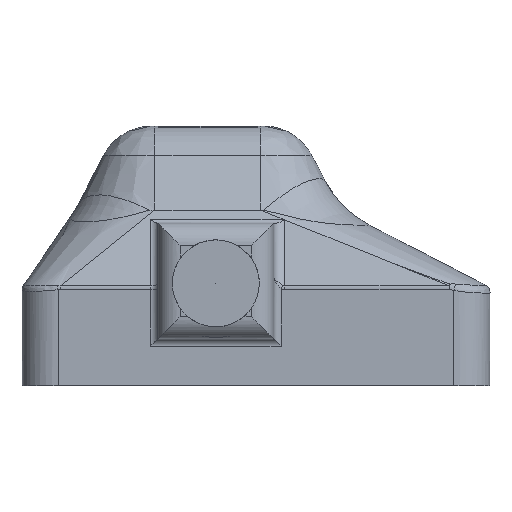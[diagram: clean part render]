
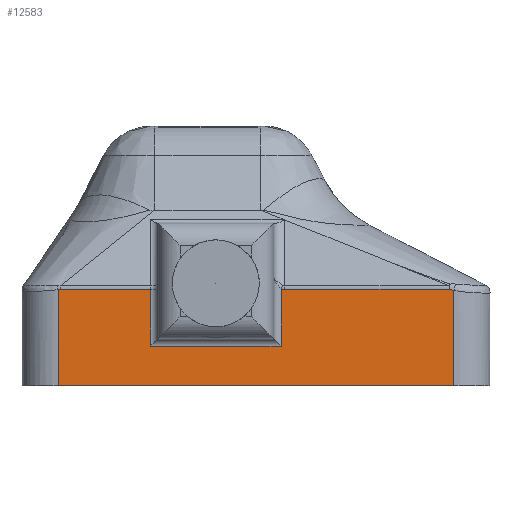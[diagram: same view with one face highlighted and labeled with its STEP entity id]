
A CAD part, left-side view. The second image highlights one B-rep face of the part: STEP entity #12583.
In plain terms, the highlighted planar face has unit normal (-1, 0, 0).
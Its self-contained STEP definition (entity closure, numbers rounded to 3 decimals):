
#300=B_SPLINE_CURVE_WITH_KNOTS('',3,(#21927,#21928,#21929,#21930,#21931,
#21932,#21933,#21934,#21935,#21936,#21937,#21938,#21939,#21940,#21941,#21942,
#21943,#21944,#21945,#21946,#21947,#21948,#21949,#21950,#21951,#21952,#21953,
#21954,#21955,#21956,#21957,#21958,#21959,#21960,#21961,#21962,#21963,#21964,
#21965,#21966,#21967,#21968,#21969,#21970,#21971,#21972,#21973,#21974,#21975,
#21976,#21977,#21978,#21979,#21980,#21981,#21982,#21983,#21984,#21985,#21986,
#21987,#21988,#21989,#21990,#21991,#21992,#21993),.UNSPECIFIED.,.F.,.F.,
(4,3,3,3,3,3,3,3,3,3,3,3,3,3,3,3,3,3,3,3,3,3,4),(0.,0.032,
0.059,0.091,0.153,0.182,0.247,
0.273,0.341,0.364,0.436,0.455,
0.53,0.545,0.624,0.636,0.718,
0.727,0.812,0.818,0.906,0.909,
1.),.UNSPECIFIED.);
#477=ELLIPSE('',#13342,0.828,0.208);
#478=ELLIPSE('',#13343,5.423,2.417);
#926=PLANE('',#13341);
#1521=FACE_OUTER_BOUND('',#2223,.T.);
#2223=EDGE_LOOP('',(#11374,#11375,#11376,#11377,#11378,#11379,#11380,#11381,
#11382,#11383,#11384));
#3573=LINE('',#20734,#4971);
#3587=LINE('',#20894,#4985);
#3635=LINE('',#21919,#5033);
#3636=LINE('',#21925,#5034);
#3637=LINE('',#21995,#5035);
#3638=LINE('',#21999,#5036);
#3639=LINE('',#22001,#5037);
#3640=LINE('',#22002,#5038);
#4971=VECTOR('',#15868,54.579);
#4985=VECTOR('',#15906,13.18);
#5033=VECTOR('',#16028,12.458);
#5034=VECTOR('',#16037,13.293);
#5035=VECTOR('',#16038,22.712);
#5036=VECTOR('',#16041,7.953);
#5037=VECTOR('',#16042,18.);
#5038=VECTOR('',#16043,7.837);
#6285=VERTEX_POINT('',#20731);
#6286=VERTEX_POINT('',#20733);
#6307=VERTEX_POINT('',#20780);
#6365=VERTEX_POINT('',#21917);
#6366=VERTEX_POINT('',#21918);
#6367=VERTEX_POINT('',#21923);
#6368=VERTEX_POINT('',#21926);
#6369=VERTEX_POINT('',#21994);
#6370=VERTEX_POINT('',#21996);
#6371=VERTEX_POINT('',#21998);
#6372=VERTEX_POINT('',#22000);
#7977=EDGE_CURVE('',#6285,#6286,#3573,.T.);
#8002=EDGE_CURVE('',#6285,#6307,#3587,.T.);
#8081=EDGE_CURVE('',#6365,#6366,#3635,.T.);
#8084=EDGE_CURVE('',#6367,#6365,#477,.T.);
#8085=EDGE_CURVE('',#6286,#6367,#3636,.T.);
#8086=EDGE_CURVE('',#6368,#6307,#300,.T.);
#8087=EDGE_CURVE('',#6369,#6368,#3637,.T.);
#8088=EDGE_CURVE('',#6370,#6369,#478,.T.);
#8089=EDGE_CURVE('',#6370,#6371,#3638,.T.);
#8090=EDGE_CURVE('',#6372,#6371,#3639,.T.);
#8091=EDGE_CURVE('',#6366,#6372,#3640,.T.);
#11374=ORIENTED_EDGE('',*,*,#8081,.F.);
#11375=ORIENTED_EDGE('',*,*,#8084,.F.);
#11376=ORIENTED_EDGE('',*,*,#8085,.F.);
#11377=ORIENTED_EDGE('',*,*,#7977,.F.);
#11378=ORIENTED_EDGE('',*,*,#8002,.T.);
#11379=ORIENTED_EDGE('',*,*,#8086,.F.);
#11380=ORIENTED_EDGE('',*,*,#8087,.F.);
#11381=ORIENTED_EDGE('',*,*,#8088,.F.);
#11382=ORIENTED_EDGE('',*,*,#8089,.T.);
#11383=ORIENTED_EDGE('',*,*,#8090,.F.);
#11384=ORIENTED_EDGE('',*,*,#8091,.F.);
#12583=ADVANCED_FACE('',(#1521),#926,.T.);
#13341=AXIS2_PLACEMENT_3D('',#21922,#16033,#16034);
#13342=AXIS2_PLACEMENT_3D('',#21924,#16035,#16036);
#13343=AXIS2_PLACEMENT_3D('',#21997,#16039,#16040);
#15868=DIRECTION('',(0.,1.,0.));
#15906=DIRECTION('',(0.,0.,1.));
#16028=DIRECTION('',(0.,-1.,0.));
#16033=DIRECTION('center_axis',(-1.,0.,0.));
#16034=DIRECTION('ref_axis',(0.,-1.,0.));
#16035=DIRECTION('center_axis',(1.,0.,0.));
#16036=DIRECTION('ref_axis',(0.,0.962,-0.272));
#16037=DIRECTION('',(0.,0.,1.));
#16038=DIRECTION('',(0.,-1.,0.));
#16039=DIRECTION('center_axis',(-1.,0.,
0.));
#16040=DIRECTION('ref_axis',(0.,0.013,1.));
#16041=DIRECTION('',(0.,0.,-1.));
#16042=DIRECTION('',(0.,-1.,0.));
#16043=DIRECTION('',(0.,0.,-1.));
#20731=CARTESIAN_POINT('',(-31.799,-24.139,-1.57));
#20733=CARTESIAN_POINT('',(-31.799,30.439,-1.57));
#20734=CARTESIAN_POINT('',(-31.799,-24.139,-1.57));
#20780=CARTESIAN_POINT('',(-31.799,-24.139,11.61));
#20894=CARTESIAN_POINT('',(-31.799,-24.139,-1.57));
#21917=CARTESIAN_POINT('',(-31.799,30.153,11.749));
#21918=CARTESIAN_POINT('',(-31.799,17.695,11.749));
#21919=CARTESIAN_POINT('',(-31.799,30.153,11.749));
#21922=CARTESIAN_POINT('Origin',(-31.799,30.439,1.));
#21923=CARTESIAN_POINT('',(-31.799,30.439,11.723));
#21924=CARTESIAN_POINT('Origin',(-31.799,30.712,11.448));
#21925=CARTESIAN_POINT('',(-31.799,30.439,-1.57));
#21926=CARTESIAN_POINT('',(-31.799,-23.517,11.749));
#21927=CARTESIAN_POINT('Ctrl Pts',(-31.799,-23.517,11.749));
#21928=CARTESIAN_POINT('Ctrl Pts',(-31.799,-23.521,11.749));
#21929=CARTESIAN_POINT('Ctrl Pts',(-31.799,-23.525,
11.748));
#21930=CARTESIAN_POINT('Ctrl Pts',(-31.799,-23.529,
11.747));
#21931=CARTESIAN_POINT('Ctrl Pts',(-31.799,-23.532,
11.747));
#21932=CARTESIAN_POINT('Ctrl Pts',(-31.799,-23.536,11.746));
#21933=CARTESIAN_POINT('Ctrl Pts',(-31.799,-23.539,11.745));
#21934=CARTESIAN_POINT('Ctrl Pts',(-31.799,-23.544,
11.745));
#21935=CARTESIAN_POINT('Ctrl Pts',(-31.799,-23.548,11.744));
#21936=CARTESIAN_POINT('Ctrl Pts',(-31.799,-23.552,11.743));
#21937=CARTESIAN_POINT('Ctrl Pts',(-31.799,-23.561,11.742));
#21938=CARTESIAN_POINT('Ctrl Pts',(-31.799,-23.57,11.74));
#21939=CARTESIAN_POINT('Ctrl Pts',(-31.799,-23.579,11.738));
#21940=CARTESIAN_POINT('Ctrl Pts',(-31.799,-23.584,11.737));
#21941=CARTESIAN_POINT('Ctrl Pts',(-31.799,-23.588,11.736));
#21942=CARTESIAN_POINT('Ctrl Pts',(-31.799,-23.592,11.736));
#21943=CARTESIAN_POINT('Ctrl Pts',(-31.799,-23.602,
11.734));
#21944=CARTESIAN_POINT('Ctrl Pts',(-31.799,-23.613,11.732));
#21945=CARTESIAN_POINT('Ctrl Pts',(-31.799,-23.624,11.729));
#21946=CARTESIAN_POINT('Ctrl Pts',(-31.799,-23.628,11.729));
#21947=CARTESIAN_POINT('Ctrl Pts',(-31.799,-23.632,
11.728));
#21948=CARTESIAN_POINT('Ctrl Pts',(-31.799,-23.637,11.727));
#21949=CARTESIAN_POINT('Ctrl Pts',(-31.799,-23.648,
11.724));
#21950=CARTESIAN_POINT('Ctrl Pts',(-31.799,-23.66,11.722));
#21951=CARTESIAN_POINT('Ctrl Pts',(-31.799,-23.673,11.719));
#21952=CARTESIAN_POINT('Ctrl Pts',(-31.799,-23.677,11.719));
#21953=CARTESIAN_POINT('Ctrl Pts',(-31.799,-23.681,11.718));
#21954=CARTESIAN_POINT('Ctrl Pts',(-31.799,-23.685,11.717));
#21955=CARTESIAN_POINT('Ctrl Pts',(-31.799,-23.698,11.714));
#21956=CARTESIAN_POINT('Ctrl Pts',(-31.799,-23.712,11.711));
#21957=CARTESIAN_POINT('Ctrl Pts',(-31.799,-23.726,11.708));
#21958=CARTESIAN_POINT('Ctrl Pts',(-31.799,-23.73,11.707));
#21959=CARTESIAN_POINT('Ctrl Pts',(-31.799,-23.733,
11.706));
#21960=CARTESIAN_POINT('Ctrl Pts',(-31.799,-23.737,
11.706));
#21961=CARTESIAN_POINT('Ctrl Pts',(-31.799,-23.752,
11.702));
#21962=CARTESIAN_POINT('Ctrl Pts',(-31.799,-23.767,11.699));
#21963=CARTESIAN_POINT('Ctrl Pts',(-31.799,-23.783,11.695));
#21964=CARTESIAN_POINT('Ctrl Pts',(-31.799,-23.786,
11.695));
#21965=CARTESIAN_POINT('Ctrl Pts',(-31.799,-23.789,
11.694));
#21966=CARTESIAN_POINT('Ctrl Pts',(-31.799,-23.793,
11.693));
#21967=CARTESIAN_POINT('Ctrl Pts',(-31.799,-23.809,
11.689));
#21968=CARTESIAN_POINT('Ctrl Pts',(-31.799,-23.826,11.686));
#21969=CARTESIAN_POINT('Ctrl Pts',(-31.799,-23.843,11.682));
#21970=CARTESIAN_POINT('Ctrl Pts',(-31.799,-23.846,11.681));
#21971=CARTESIAN_POINT('Ctrl Pts',(-31.799,-23.849,11.68));
#21972=CARTESIAN_POINT('Ctrl Pts',(-31.799,-23.852,11.68));
#21973=CARTESIAN_POINT('Ctrl Pts',(-31.799,-23.87,11.675));
#21974=CARTESIAN_POINT('Ctrl Pts',(-31.799,-23.889,11.671));
#21975=CARTESIAN_POINT('Ctrl Pts',(-31.799,-23.908,11.666));
#21976=CARTESIAN_POINT('Ctrl Pts',(-31.799,-23.911,
11.666));
#21977=CARTESIAN_POINT('Ctrl Pts',(-31.799,-23.913,11.665));
#21978=CARTESIAN_POINT('Ctrl Pts',(-31.799,-23.915,11.665));
#21979=CARTESIAN_POINT('Ctrl Pts',(-31.799,-23.936,11.66));
#21980=CARTESIAN_POINT('Ctrl Pts',(-31.799,-23.957,11.655));
#21981=CARTESIAN_POINT('Ctrl Pts',(-31.799,-23.979,
11.649));
#21982=CARTESIAN_POINT('Ctrl Pts',(-31.799,-23.981,
11.649));
#21983=CARTESIAN_POINT('Ctrl Pts',(-31.799,-23.982,
11.649));
#21984=CARTESIAN_POINT('Ctrl Pts',(-31.799,-23.984,
11.648));
#21985=CARTESIAN_POINT('Ctrl Pts',(-31.799,-24.007,
11.643));
#21986=CARTESIAN_POINT('Ctrl Pts',(-31.799,-24.031,
11.637));
#21987=CARTESIAN_POINT('Ctrl Pts',(-31.799,-24.056,
11.631));
#21988=CARTESIAN_POINT('Ctrl Pts',(-31.799,-24.057,11.63));
#21989=CARTESIAN_POINT('Ctrl Pts',(-31.799,-24.058,
11.63));
#21990=CARTESIAN_POINT('Ctrl Pts',(-31.799,-24.059,11.63));
#21991=CARTESIAN_POINT('Ctrl Pts',(-31.799,-24.084,
11.623));
#21992=CARTESIAN_POINT('Ctrl Pts',(-31.799,-24.111,
11.617));
#21993=CARTESIAN_POINT('Ctrl Pts',(-31.799,-24.139,11.61));
#21994=CARTESIAN_POINT('',(-31.799,-0.805,11.749));
#21995=CARTESIAN_POINT('',(-31.799,-0.805,11.749));
#21996=CARTESIAN_POINT('',(-31.799,-0.305,11.866));
#21997=CARTESIAN_POINT('Origin',(-31.799,-0.75,17.172));
#21998=CARTESIAN_POINT('',(-31.799,-0.305,3.913));
#21999=CARTESIAN_POINT('',(-31.799,-0.305,11.866));
#22000=CARTESIAN_POINT('',(-31.799,17.695,3.913));
#22001=CARTESIAN_POINT('',(-31.799,17.695,3.913));
#22002=CARTESIAN_POINT('',(-31.799,17.695,11.749));
